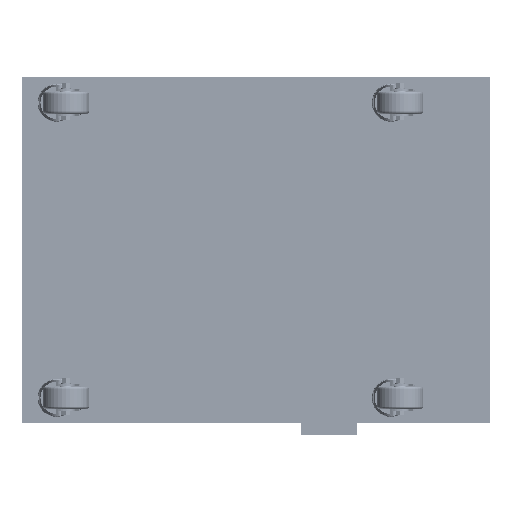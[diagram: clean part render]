
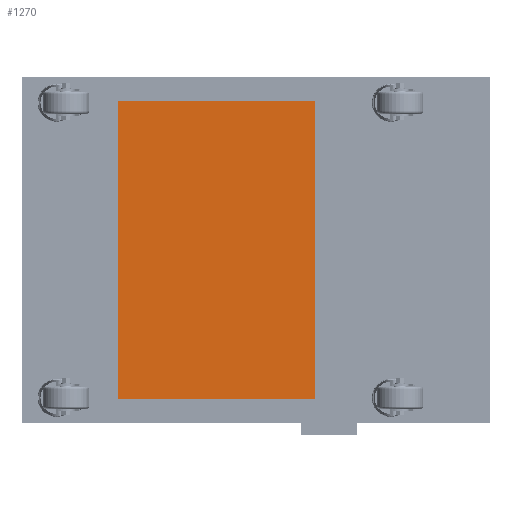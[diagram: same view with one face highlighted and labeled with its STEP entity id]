
A CAD part, front view. The second image highlights one B-rep face of the part: STEP entity #1270.
In plain terms, the highlighted planar face has unit normal (0, -1, 0).
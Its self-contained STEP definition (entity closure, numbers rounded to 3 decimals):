
#1065 = VERTEX_POINT('',#1066);
#1066 = CARTESIAN_POINT('',(-299.5,-372.,-370.5));
#1072 = EDGE_CURVE('',#1065,#1073,#1075,.T.);
#1073 = VERTEX_POINT('',#1074);
#1074 = CARTESIAN_POINT('',(-299.5,-372.,370.5));
#1075 = LINE('',#1076,#1077);
#1076 = CARTESIAN_POINT('',(-299.5,-372.,-161.75));
#1077 = VECTOR('',#1078,1.);
#1078 = DIRECTION('',(0.,0.,1.));
#1270 = ADVANCED_FACE('',(#1271),#1296,.F.);
#1271 = FACE_BOUND('',#1272,.T.);
#1272 = EDGE_LOOP('',(#1273,#1274,#1282,#1290));
#1273 = ORIENTED_EDGE('',*,*,#1072,.F.);
#1274 = ORIENTED_EDGE('',*,*,#1275,.F.);
#1275 = EDGE_CURVE('',#1276,#1065,#1278,.T.);
#1276 = VERTEX_POINT('',#1277);
#1277 = CARTESIAN_POINT('',(127.5,-372.,-370.5));
#1278 = LINE('',#1279,#1280);
#1279 = CARTESIAN_POINT('',(125.,-372.,-370.5));
#1280 = VECTOR('',#1281,1.);
#1281 = DIRECTION('',(-1.,0.,0.));
#1282 = ORIENTED_EDGE('',*,*,#1283,.F.);
#1283 = EDGE_CURVE('',#1284,#1276,#1286,.T.);
#1284 = VERTEX_POINT('',#1285);
#1285 = CARTESIAN_POINT('',(127.5,-372.,370.5));
#1286 = LINE('',#1287,#1288);
#1287 = CARTESIAN_POINT('',(127.5,-372.,375.));
#1288 = VECTOR('',#1289,1.);
#1289 = DIRECTION('',(0.,0.,-1.));
#1290 = ORIENTED_EDGE('',*,*,#1291,.F.);
#1291 = EDGE_CURVE('',#1073,#1284,#1292,.T.);
#1292 = LINE('',#1293,#1294);
#1293 = CARTESIAN_POINT('',(148.5,-372.,370.5));
#1294 = VECTOR('',#1295,1.);
#1295 = DIRECTION('',(1.,0.,0.));
#1296 = PLANE('',#1297);
#1297 = AXIS2_PLACEMENT_3D('',#1298,#1299,#1300);
#1298 = CARTESIAN_POINT('',(-66.,-372.,0.));
#1299 = DIRECTION('',(0.,1.,0.));
#1300 = DIRECTION('',(0.,0.,1.));
